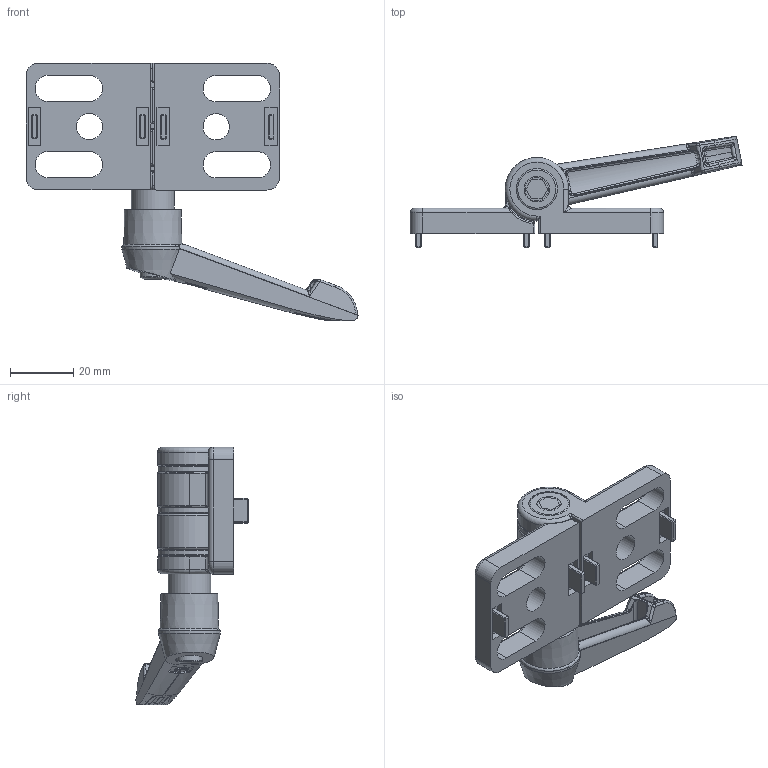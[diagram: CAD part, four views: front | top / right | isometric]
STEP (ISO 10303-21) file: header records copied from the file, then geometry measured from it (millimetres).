
FILE_DESCRIPTION(/* description */ (''),/* implementation_level */ '2;1');
FILE_NAME(/* name */ '11239_KriTec_Scharnier_8_40_Zn_mit_Klemmhebel.stp',/* time_stamp */ '2020-03-10T11:25:28+01:00',/* author */ ('Nell'),/* organization */ ('Hewlett-Packard Company'),/* preprocessor_version */ 'ST-DEVELOPER v17',/* originating_system */ 'Autodesk Inventor 2018',/* authorisation */ '');
FILE_SCHEMA (('AUTOMOTIVE_DESIGN { 1 0 10303 214 3 1 1 }'));
Length unit declared in the file: millimetre
Products named in the file (11): 11239_KriTec Scharnier 8 40 Zn mit Klemmhebel; 11239_7; 11239_8; 11239_11; 11239_9; 11239_1; 11239_2; 11239_3; 11239_4; 11239_5; 11239_10
Assembly tree (12 placements, depth 3):
  11239_KriTec Scharnier 8 40 Zn mit Klemmhebel
    11239_7
    11239_8
    11239_11  x3
    11239_9
    11239_1
      11239_2
      11239_3
      11239_4
      11239_5
    11239_10
Bounding box: 104.71 x 35.36 x 81.3 mm (x, y, z)
Volume: 41751.2 mm3; surface area: 26936 mm2
Topology: 11 solids, 11 shells, 1030 faces, 2766 edges, 1780 vertices
Faces by surface type: plane 461, cylinder 256, cone 132, bspline 99, torus 78, sphere 4
Full cylindrical faces by diameter (mm): 0.45 x1, 0.55 x1, 0.65 x1, 2.459 x1, 2.7 x1, 3 x1, 4.4 x1, 5 x1, 8 x4, 8.15 x3, 8.2 x3, 8.3 x2, 10.5 x1, 13 x2, 13.5 x2, 14.03 x1, 15.5 x2, 19.8 x3
Entity records: 41601 total; most frequent: CARTESIAN_POINT 16234, ORIENTED_EDGE 5418, DIRECTION 5208, EDGE_CURVE 2709, AXIS2_PLACEMENT_3D 2024, VERTEX_POINT 1754, LINE 1160, VECTOR 1160
